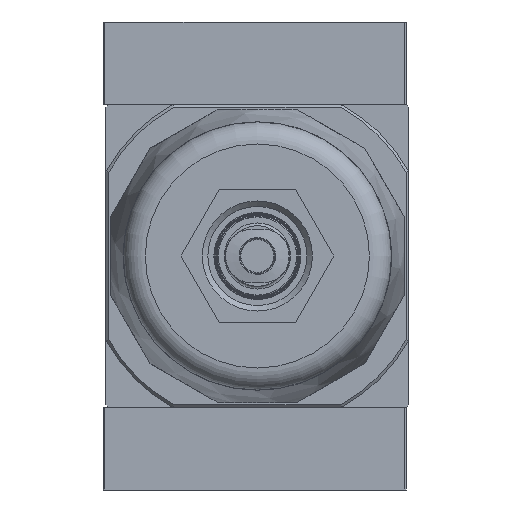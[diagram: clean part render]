
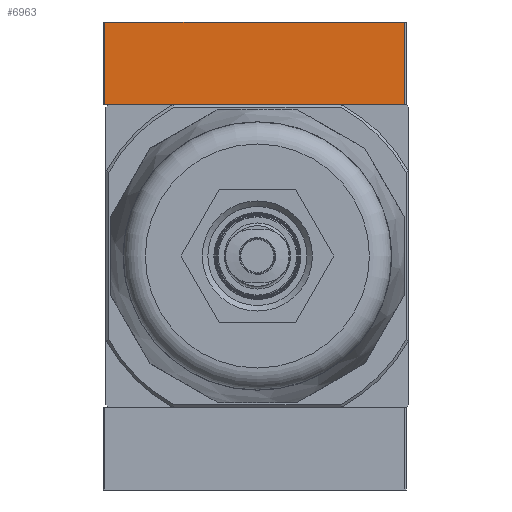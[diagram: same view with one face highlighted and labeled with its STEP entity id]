
A CAD part, front view. The second image highlights one B-rep face of the part: STEP entity #6963.
In plain terms, the highlighted face is planar.
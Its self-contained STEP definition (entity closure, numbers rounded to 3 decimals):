
#399=LINE('',#10758,#761);
#408=LINE('',#10804,#770);
#409=LINE('',#10806,#771);
#410=LINE('',#10808,#772);
#761=VECTOR('',#8591,1000.);
#770=VECTOR('',#8632,1000.);
#771=VECTOR('',#8635,1000.);
#772=VECTOR('',#8636,1000.);
#1015=PLANE('',#7477);
#2047=ORIENTED_EDGE('',*,*,#3148,.T.);
#2048=ORIENTED_EDGE('',*,*,#3149,.F.);
#2049=ORIENTED_EDGE('',*,*,#3124,.F.);
#2050=ORIENTED_EDGE('',*,*,#3147,.T.);
#3124=EDGE_CURVE('',#3751,#3752,#399,.T.);
#3147=EDGE_CURVE('',#3751,#3772,#408,.T.);
#3148=EDGE_CURVE('',#3772,#3773,#409,.T.);
#3149=EDGE_CURVE('',#3752,#3773,#410,.T.);
#3751=VERTEX_POINT('',#10757);
#3752=VERTEX_POINT('',#10759);
#3772=VERTEX_POINT('',#10803);
#3773=VERTEX_POINT('',#10807);
#4502=EDGE_LOOP('',(#2047,#2048,#2049,#2050));
#5004=FACE_BOUND('',#4502,.T.);
#6963=ADVANCED_FACE('',(#5004),#1015,.F.);
#7477=AXIS2_PLACEMENT_3D('',#10805,#8633,#8634);
#8591=DIRECTION('',(1.,0.,0.));
#8632=DIRECTION('',(0.,-1.,0.));
#8633=DIRECTION('',(0.,0.,-1.));
#8634=DIRECTION('',(-1.,0.,0.));
#8635=DIRECTION('',(1.,0.,0.));
#8636=DIRECTION('',(0.,-1.,0.));
#10757=CARTESIAN_POINT('',(-27.2,15.,16.));
#10758=CARTESIAN_POINT('',(-27.2,15.,16.));
#10759=CARTESIAN_POINT('',(27.2,15.,16.));
#10803=CARTESIAN_POINT('',(-27.2,0.,16.));
#10804=CARTESIAN_POINT('',(-27.2,15.,16.));
#10805=CARTESIAN_POINT('',(-27.2,15.,16.));
#10806=CARTESIAN_POINT('',(-27.2,0.,16.));
#10807=CARTESIAN_POINT('',(27.2,0.,16.));
#10808=CARTESIAN_POINT('',(27.2,15.,16.));
